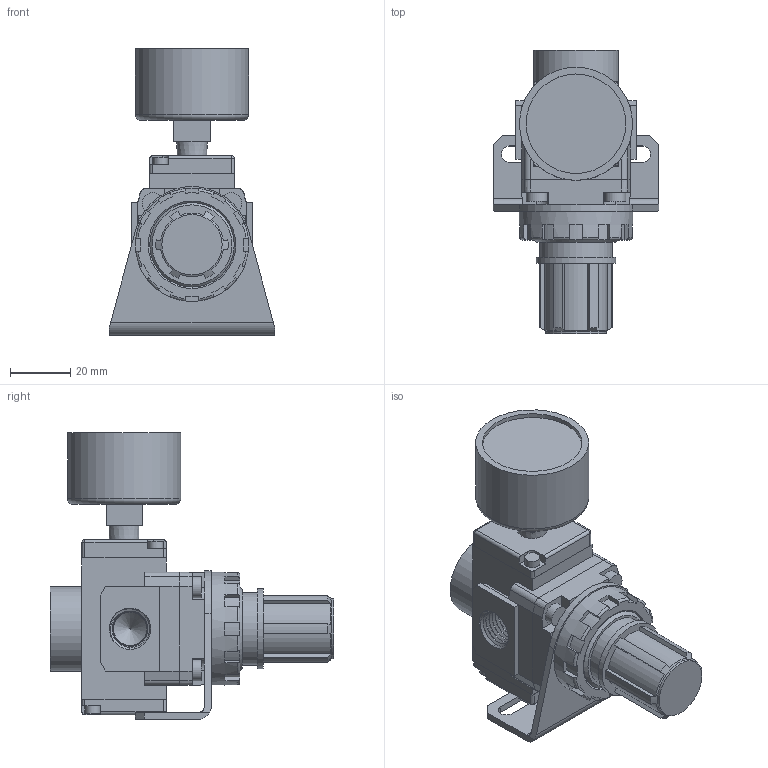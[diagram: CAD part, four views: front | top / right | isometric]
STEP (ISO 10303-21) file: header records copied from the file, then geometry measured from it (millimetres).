
FILE_DESCRIPTION(/* description */ (''),/* implementation_level */ '2;1');
FILE_NAME(/* name */ 'PressureRegulator_0.25FPT.step',/* time_stamp */ '2021-05-01T16:27:10+06:00',/* author */ (''),/* organization */ (''),/* preprocessor_version */ 'ST-DEVELOPER v18.1',/* originating_system */ 'Autodesk Translation Framework v9.7.1.1290',/* authorisation */ '');
FILE_SCHEMA (('AUTOMOTIVE_DESIGN { 1 0 10303 214 3 1 1 }'));
Length unit declared in the file: inch
Products named in the file (1): PressureRegulator1/4FPT
Bounding box: 55 x 94 x 95 mm (x, y, z)
Volume: 126631.9 mm3; surface area: 35310 mm2
Topology: 5 solids, 5 shells, 330 faces, 870 edges, 565 vertices
Faces by surface type: plane 187, cylinder 89, cone 31, torus 13, bspline 6, sphere 4
Full cylindrical faces by diameter (mm): 5 x4, 7 x4, 11 x2, 20 x1, 24 x1, 26.5 x1, 28 x3, 33 x1, 37.5 x2
Entity records: 19706 total; most frequent: CARTESIAN_POINT 11438, ORIENTED_EDGE 1732, DIRECTION 1686, EDGE_CURVE 866, AXIS2_PLACEMENT_3D 569, VERTEX_POINT 565, LINE 548, VECTOR 548
